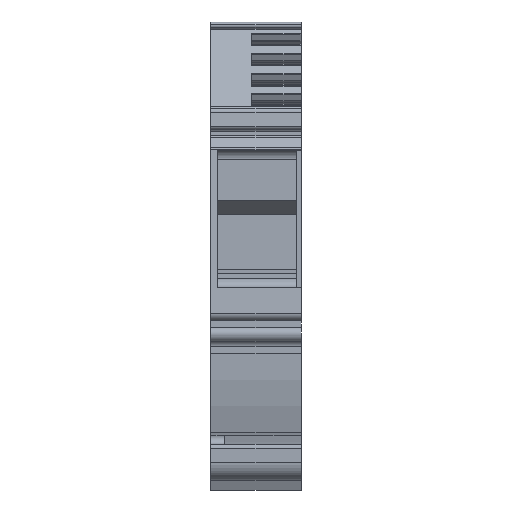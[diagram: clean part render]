
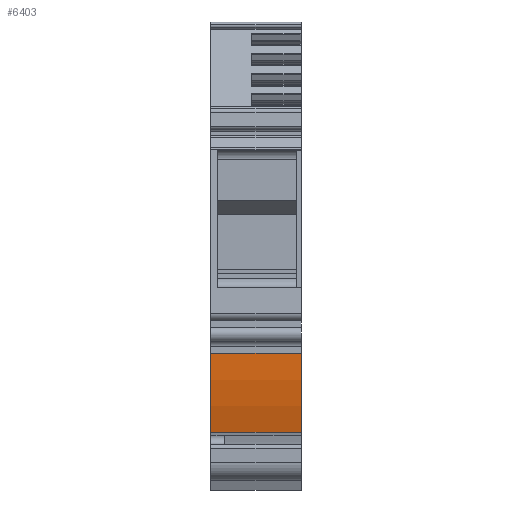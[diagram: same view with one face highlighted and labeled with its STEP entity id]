
A CAD part, front view. The second image highlights one B-rep face of the part: STEP entity #6403.
In plain terms, the highlighted cylindrical face has radius 30 mm (diameter 60 mm), a partial arc.
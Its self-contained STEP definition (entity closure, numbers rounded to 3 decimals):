
#805=AXIS2_PLACEMENT_3D('Circle Axis2P3D',#803,#804,$) ;
#6383=AXIS2_PLACEMENT_3D('Cylinder Axis2P3D',#6380,#6381,#6382) ;
#6394=AXIS2_PLACEMENT_3D('Circle Axis2P3D',#6392,#6393,$) ;
#800=CARTESIAN_POINT('Vertex',(9.9,8.6,14.945)) ;
#803=CARTESIAN_POINT('Axis2P3D Location',(9.9,38.6,14.945)) ;
#807=CARTESIAN_POINT('Vertex',(9.9,9.877,6.285)) ;
#6353=CARTESIAN_POINT('Line Origine',(4.95,9.877,6.285)) ;
#6357=CARTESIAN_POINT('Vertex',(0.,9.877,6.285)) ;
#6380=CARTESIAN_POINT('Axis2P3D Location',(4.95,38.6,14.945)) ;
#6385=CARTESIAN_POINT('Line Origine',(4.95,8.6,14.945)) ;
#6389=CARTESIAN_POINT('Vertex',(0.,8.6,14.945)) ;
#6392=CARTESIAN_POINT('Axis2P3D Location',(0.,38.6,14.945)) ;
#804=DIRECTION('Axis2P3D Direction',(-1.,0.,0.)) ;
#6354=DIRECTION('Vector Direction',(-1.,0.,0.)) ;
#6381=DIRECTION('Axis2P3D Direction',(-1.,0.,0.)) ;
#6382=DIRECTION('Axis2P3D XDirection',(0.,-0.957,-0.289)) ;
#6386=DIRECTION('Vector Direction',(-1.,0.,0.)) ;
#6393=DIRECTION('Axis2P3D Direction',(-1.,0.,0.)) ;
#6355=VECTOR('Line Direction',#6354,1.) ;
#6387=VECTOR('Line Direction',#6386,1.) ;
#6398=ORIENTED_EDGE('',*,*,#809,.T.) ;
#6399=ORIENTED_EDGE('',*,*,#6391,.F.) ;
#6400=ORIENTED_EDGE('',*,*,#6396,.F.) ;
#6401=ORIENTED_EDGE('',*,*,#6359,.T.) ;
#6403=ADVANCED_FACE('KLTR',(#6402),#6384,.T.) ;
#806=CIRCLE('generated circle',#805,30.) ;
#6395=CIRCLE('generated circle',#6394,30.) ;
#6384=CYLINDRICAL_SURFACE('generated cylinder',#6383,30.) ;
#809=EDGE_CURVE('',#808,#801,#806,.T.) ;
#6359=EDGE_CURVE('',#6358,#808,#6356,.F.) ;
#6391=EDGE_CURVE('',#6390,#801,#6388,.F.) ;
#6396=EDGE_CURVE('',#6358,#6390,#6395,.T.) ;
#6397=EDGE_LOOP('',(#6398,#6399,#6400,#6401)) ;
#6402=FACE_OUTER_BOUND('',#6397,.T.) ;
#6356=LINE('Line',#6353,#6355) ;
#6388=LINE('Line',#6385,#6387) ;
#801=VERTEX_POINT('',#800) ;
#808=VERTEX_POINT('',#807) ;
#6358=VERTEX_POINT('',#6357) ;
#6390=VERTEX_POINT('',#6389) ;
